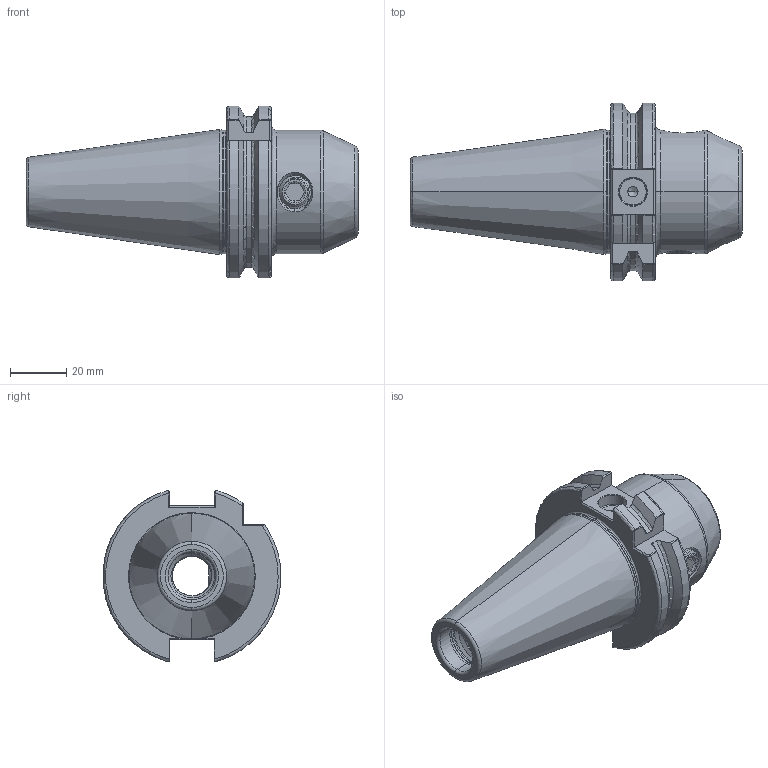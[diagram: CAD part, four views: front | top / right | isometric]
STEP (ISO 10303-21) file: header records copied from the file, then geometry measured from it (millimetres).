
FILE_DESCRIPTION (( 'STEP AP203' ), '1' );
FILE_NAME ('402.04.14.STEP', '2016-11-25T07:17:07', ( '' ), ( '' ), 'SwSTEP 2.0', 'SolidWorks 2012', '' );
FILE_SCHEMA (( 'CONFIG_CONTROL_DESIGN' ));
Length unit declared in the file: millimetre
Products named in the file (3): 402.04.14; 側固12_M12x1.75_16L
Assembly tree (2 placements, depth 2):
  402.04.14
    402.04.14
    側固12_M12x1.75_16L
Bounding box: 118.4 x 63.41 x 61.24 mm (x, y, z)
Volume: 134749.4 mm3; surface area: 28416.6 mm2
Topology: 2 solids, 2 shells, 244 faces, 649 edges, 406 vertices
Faces by surface type: cylinder 91, plane 49, cone 39, torus 34, bspline 29, sphere 2
Entity records: 21653 total; most frequent: CARTESIAN_POINT 16038, ORIENTED_EDGE 1274, DIRECTION 923, EDGE_CURVE 637, VERTEX_POINT 406, AXIS2_PLACEMENT_3D 363, EDGE_LOOP 257, ADVANCED_FACE 244
